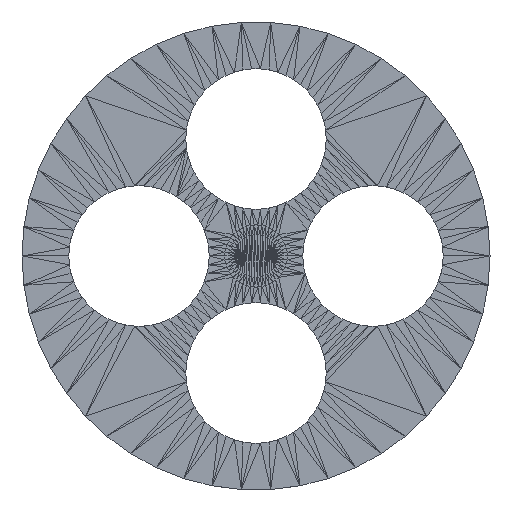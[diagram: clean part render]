
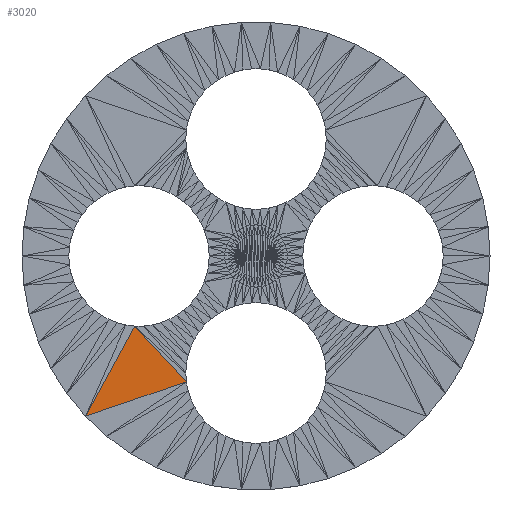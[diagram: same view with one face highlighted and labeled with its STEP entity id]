
A CAD part, top view. The second image highlights one B-rep face of the part: STEP entity #3020.
In plain terms, the highlighted planar face has unit normal (0, 0, 1).
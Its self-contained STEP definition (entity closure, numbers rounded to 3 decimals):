
#2913 = VERTEX_POINT('',#2914);
#2914 = CARTESIAN_POINT('',(82.262,51.85,1.));
#2928 = PLANE('',#2929);
#2929 = AXIS2_PLACEMENT_3D('',#2930,#2931,#2932);
#2930 = CARTESIAN_POINT('',(87.444,63.545,1.));
#2931 = DIRECTION('',(0.,-0.,-1.));
#2932 = DIRECTION('',(-1.,0.,-0.));
#2969 = EDGE_CURVE('',#2913,#2970,#2972,.T.);
#2970 = VERTEX_POINT('',#2971);
#2971 = CARTESIAN_POINT('',(88.566,63.404,1.));
#2972 = SURFACE_CURVE('',#2973,(#2977,#2984),.PCURVE_S1.);
#2973 = LINE('',#2974,#2975);
#2974 = CARTESIAN_POINT('',(82.262,51.85,1.));
#2975 = VECTOR('',#2976,1.);
#2976 = DIRECTION('',(0.479,0.878,0.));
#2977 = PCURVE('',#2928,#2978);
#2978 = DEFINITIONAL_REPRESENTATION('',(#2979),#2983);
#2979 = LINE('',#2980,#2981);
#2980 = CARTESIAN_POINT('',(5.183,-11.695));
#2981 = VECTOR('',#2982,1.);
#2982 = DIRECTION('',(-0.479,0.878));
#2983 = ( GEOMETRIC_REPRESENTATION_CONTEXT(2) 
PARAMETRIC_REPRESENTATION_CONTEXT() REPRESENTATION_CONTEXT('2D SPACE',''
  ) );
#2984 = PCURVE('',#2985,#2990);
#2985 = PLANE('',#2986);
#2986 = AXIS2_PLACEMENT_3D('',#2987,#2988,#2989);
#2987 = CARTESIAN_POINT('',(88.566,63.404,1.));
#2988 = DIRECTION('',(0.,-0.,-1.));
#2989 = DIRECTION('',(-1.,0.,-0.));
#2990 = DEFINITIONAL_REPRESENTATION('',(#2991),#2994);
#2991 = B_SPLINE_CURVE_WITH_KNOTS('',1,(#2992,#2993),.UNSPECIFIED.,.F.,
  .F.,(2,2),(0.,13.162),.PIECEWISE_BEZIER_KNOTS.);
#2992 = CARTESIAN_POINT('',(6.304,-11.554));
#2993 = CARTESIAN_POINT('',(0.,0.));
#2994 = ( GEOMETRIC_REPRESENTATION_CONTEXT(2) 
PARAMETRIC_REPRESENTATION_CONTEXT() REPRESENTATION_CONTEXT('2D SPACE',''
  ) );
#3020 = ADVANCED_FACE('',(#3021),#2985,.F.);
#3021 = FACE_BOUND('',#3022,.T.);
#3022 = EDGE_LOOP('',(#3023,#3024,#3051));
#3023 = ORIENTED_EDGE('',*,*,#2969,.F.);
#3024 = ORIENTED_EDGE('',*,*,#3025,.F.);
#3025 = EDGE_CURVE('',#3026,#2913,#3028,.T.);
#3026 = VERTEX_POINT('',#3027);
#3027 = CARTESIAN_POINT('',(95.202,56.258,1.));
#3028 = SURFACE_CURVE('',#3029,(#3033,#3039),.PCURVE_S1.);
#3029 = LINE('',#3030,#3031);
#3030 = CARTESIAN_POINT('',(95.202,56.258,1.));
#3031 = VECTOR('',#3032,1.);
#3032 = DIRECTION('',(-0.947,-0.322,0.));
#3033 = PCURVE('',#2985,#3034);
#3034 = DEFINITIONAL_REPRESENTATION('',(#3035),#3038);
#3035 = B_SPLINE_CURVE_WITH_KNOTS('',1,(#3036,#3037),.UNSPECIFIED.,.F.,
  .F.,(2,2),(0.,13.67),.PIECEWISE_BEZIER_KNOTS.);
#3036 = CARTESIAN_POINT('',(-6.636,-7.146));
#3037 = CARTESIAN_POINT('',(6.304,-11.554));
#3038 = ( GEOMETRIC_REPRESENTATION_CONTEXT(2) 
PARAMETRIC_REPRESENTATION_CONTEXT() REPRESENTATION_CONTEXT('2D SPACE',''
  ) );
#3039 = PCURVE('',#3040,#3045);
#3040 = PLANE('',#3041);
#3041 = AXIS2_PLACEMENT_3D('',#3042,#3043,#3044);
#3042 = CARTESIAN_POINT('',(85.008,49.271,1.));
#3043 = DIRECTION('',(0.,0.,-1.));
#3044 = DIRECTION('',(-1.,0.,-0.));
#3045 = DEFINITIONAL_REPRESENTATION('',(#3046),#3050);
#3046 = LINE('',#3047,#3048);
#3047 = CARTESIAN_POINT('',(-10.194,6.987));
#3048 = VECTOR('',#3049,1.);
#3049 = DIRECTION('',(0.947,-0.322));
#3050 = ( GEOMETRIC_REPRESENTATION_CONTEXT(2) 
PARAMETRIC_REPRESENTATION_CONTEXT() REPRESENTATION_CONTEXT('2D SPACE',''
  ) );
#3051 = ORIENTED_EDGE('',*,*,#3052,.T.);
#3052 = EDGE_CURVE('',#3026,#2970,#3053,.T.);
#3053 = SURFACE_CURVE('',#3054,(#3058,#3065),.PCURVE_S1.);
#3054 = LINE('',#3055,#3056);
#3055 = CARTESIAN_POINT('',(95.202,56.258,1.));
#3056 = VECTOR('',#3057,1.);
#3057 = DIRECTION('',(-0.68,0.733,0.));
#3058 = PCURVE('',#2985,#3059);
#3059 = DEFINITIONAL_REPRESENTATION('',(#3060),#3064);
#3060 = LINE('',#3061,#3062);
#3061 = CARTESIAN_POINT('',(-6.636,-7.146));
#3062 = VECTOR('',#3063,1.);
#3063 = DIRECTION('',(0.68,0.733));
#3064 = ( GEOMETRIC_REPRESENTATION_CONTEXT(2) 
PARAMETRIC_REPRESENTATION_CONTEXT() REPRESENTATION_CONTEXT('2D SPACE',''
  ) );
#3065 = PCURVE('',#3066,#3071);
#3066 = PLANE('',#3067);
#3067 = AXIS2_PLACEMENT_3D('',#3068,#3069,#3070);
#3068 = CARTESIAN_POINT('',(95.202,56.258,1.));
#3069 = DIRECTION('',(0.,0.,-1.));
#3070 = DIRECTION('',(-1.,0.,-0.));
#3071 = DEFINITIONAL_REPRESENTATION('',(#3072),#3075);
#3072 = B_SPLINE_CURVE_WITH_KNOTS('',1,(#3073,#3074),.UNSPECIFIED.,.F.,
  .F.,(2,2),(0.,9.752),.PIECEWISE_BEZIER_KNOTS.);
#3073 = CARTESIAN_POINT('',(0.,0.));
#3074 = CARTESIAN_POINT('',(6.636,7.146));
#3075 = ( GEOMETRIC_REPRESENTATION_CONTEXT(2) 
PARAMETRIC_REPRESENTATION_CONTEXT() REPRESENTATION_CONTEXT('2D SPACE',''
  ) );
